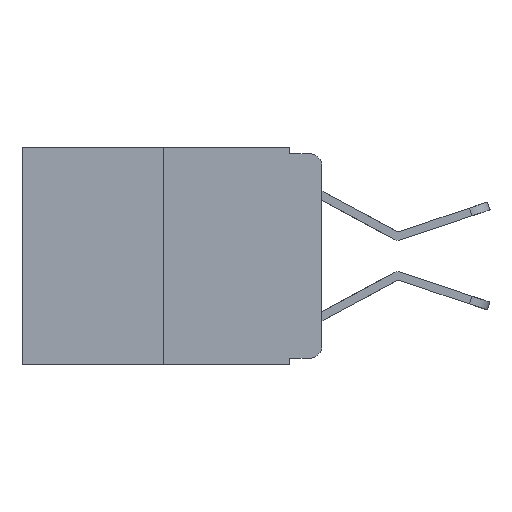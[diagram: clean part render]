
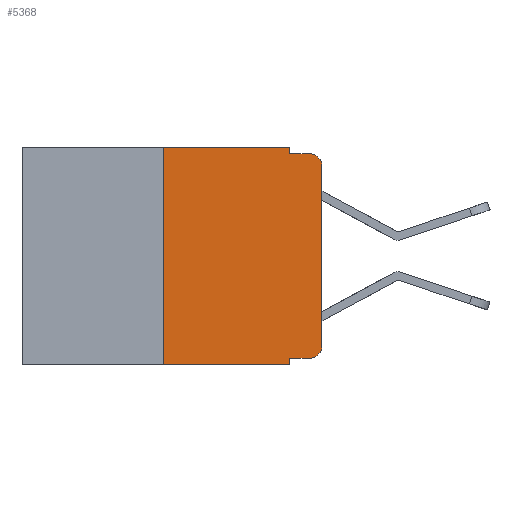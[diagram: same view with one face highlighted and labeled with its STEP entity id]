
A CAD part, left-side view. The second image highlights one B-rep face of the part: STEP entity #5368.
In plain terms, the highlighted planar face has unit normal (-1, 0, 0).
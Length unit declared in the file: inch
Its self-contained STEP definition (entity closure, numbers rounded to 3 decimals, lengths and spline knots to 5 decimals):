
#50 = CARTESIAN_POINT ( 'NONE',  ( 0., 0.051, -0.333 ) ) ;
#87 = VERTEX_POINT ( 'NONE', #6667 ) ;
#238 = VECTOR ( 'NONE', #5402, 39.37008 ) ;
#345 = VERTEX_POINT ( 'NONE', #4563 ) ;
#487 = DIRECTION ( 'NONE',  ( 0., 0., 1. ) ) ;
#541 = CARTESIAN_POINT ( 'NONE',  ( 0., 0.25, 0. ) ) ;
#597 = VERTEX_POINT ( 'NONE', #2803 ) ;
#634 = LINE ( 'NONE', #1160, #238 ) ;
#652 = CARTESIAN_POINT ( 'NONE',  ( 0., 0.051, 0. ) ) ;
#768 = EDGE_CURVE ( 'NONE', #2050, #10697, #3855, .T. ) ;
#934 = DIRECTION ( 'NONE',  ( 0., -1., 0. ) ) ;
#966 = DIRECTION ( 'NONE',  ( 0., 0., -1. ) ) ;
#1160 = CARTESIAN_POINT ( 'NONE',  ( 0., 0.051, -0.01 ) ) ;
#1263 = CARTESIAN_POINT ( 'NONE',  ( 0., 0.25, 0. ) ) ;
#1276 = EDGE_CURVE ( 'NONE', #2050, #10074, #9406, .T. ) ;
#1358 = EDGE_CURVE ( 'NONE', #7927, #10697, #9980, .T. ) ;
#1383 = EDGE_CURVE ( 'NONE', #7927, #345, #7533, .T. ) ;
#1561 = EDGE_CURVE ( 'NONE', #345, #5245, #1668, .T. ) ;
#1602 = EDGE_CURVE ( 'NONE', #1829, #597, #634, .T. ) ;
#1668 = CIRCLE ( 'NONE', #5409, 0.02 ) ;
#1768 = CARTESIAN_POINT ( 'NONE',  ( 0., 0.051, -0.333 ) ) ;
#1829 = VERTEX_POINT ( 'NONE', #4062 ) ;
#1985 = ORIENTED_EDGE ( 'NONE', *, *, #1383, .T. ) ;
#2050 = VERTEX_POINT ( 'NONE', #8840 ) ;
#2131 = DIRECTION ( 'NONE',  ( 1., 0., 0. ) ) ;
#2300 = EDGE_CURVE ( 'NONE', #5245, #87, #2954, .T. ) ;
#2494 = VECTOR ( 'NONE', #934, 39.37008 ) ;
#2803 = CARTESIAN_POINT ( 'NONE',  ( 0., 0.02, -0.01 ) ) ;
#2954 = LINE ( 'NONE', #11520, #7634 ) ;
#3164 = VECTOR ( 'NONE', #966, 39.37008 ) ;
#3193 = CARTESIAN_POINT ( 'NONE',  ( 0., 0.473, 0. ) ) ;
#3449 = ORIENTED_EDGE ( 'NONE', *, *, #2300, .T. ) ;
#3568 = VECTOR ( 'NONE', #9049, 39.37008 ) ;
#3853 = VECTOR ( 'NONE', #7505, 39.37008 ) ;
#3855 = LINE ( 'NONE', #4118, #6921 ) ;
#4062 = CARTESIAN_POINT ( 'NONE',  ( 0., 0.051, -0.01 ) ) ;
#4118 = CARTESIAN_POINT ( 'NONE',  ( 0., 0.473, -0.343 ) ) ;
#4134 = ORIENTED_EDGE ( 'NONE', *, *, #1276, .F. ) ;
#4198 = DIRECTION ( 'NONE',  ( 0., 0., -1. ) ) ;
#4279 = PLANE ( 'NONE',  #4449 ) ;
#4449 = AXIS2_PLACEMENT_3D ( 'NONE', #3193, #2131, #5319 ) ;
#4563 = CARTESIAN_POINT ( 'NONE',  ( 0., 0.02, -0.333 ) ) ;
#4858 = EDGE_CURVE ( 'NONE', #10074, #6811, #10256, .T. ) ;
#5245 = VERTEX_POINT ( 'NONE', #9876 ) ;
#5319 = DIRECTION ( 'NONE',  ( 0., 0., -1. ) ) ;
#5368 = ADVANCED_FACE ( 'NONE', ( #7466 ), #4279, .F. ) ;
#5402 = DIRECTION ( 'NONE',  ( 0., -1., 0. ) ) ;
#5406 = CARTESIAN_POINT ( 'NONE',  ( 0., 0.02, -0.03 ) ) ;
#5409 = AXIS2_PLACEMENT_3D ( 'NONE', #6768, #8184, #4198 ) ;
#5630 = CIRCLE ( 'NONE', #7174, 0.02 ) ;
#5883 = LINE ( 'NONE', #652, #3853 ) ;
#5973 = CARTESIAN_POINT ( 'NONE',  ( 0., 0.051, 0. ) ) ;
#6095 = ORIENTED_EDGE ( 'NONE', *, *, #1602, .F. ) ;
#6254 = DIRECTION ( 'NONE',  ( 0., 0., -1. ) ) ;
#6343 = ORIENTED_EDGE ( 'NONE', *, *, #7086, .F. ) ;
#6667 = CARTESIAN_POINT ( 'NONE',  ( 0., 0., -0.03 ) ) ;
#6768 = CARTESIAN_POINT ( 'NONE',  ( 0., 0.02, -0.313 ) ) ;
#6811 = VERTEX_POINT ( 'NONE', #11431 ) ;
#6921 = VECTOR ( 'NONE', #10390, 39.37008 ) ;
#7086 = EDGE_CURVE ( 'NONE', #6811, #1829, #5883, .T. ) ;
#7174 = AXIS2_PLACEMENT_3D ( 'NONE', #5406, #10814, #6254 ) ;
#7466 = FACE_OUTER_BOUND ( 'NONE', #10587, .T. ) ;
#7505 = DIRECTION ( 'NONE',  ( 0., 0., -1. ) ) ;
#7533 = LINE ( 'NONE', #50, #2494 ) ;
#7634 = VECTOR ( 'NONE', #10350, 39.37008 ) ;
#7927 = VERTEX_POINT ( 'NONE', #1768 ) ;
#8184 = DIRECTION ( 'NONE',  ( -1., 0., 0. ) ) ;
#8298 = CARTESIAN_POINT ( 'NONE',  ( 0., 0.473, 0. ) ) ;
#8474 = ORIENTED_EDGE ( 'NONE', *, *, #4858, .F. ) ;
#8840 = CARTESIAN_POINT ( 'NONE',  ( 0., 0.25, -0.343 ) ) ;
#9049 = DIRECTION ( 'NONE',  ( 0., -1., 0. ) ) ;
#9186 = VECTOR ( 'NONE', #487, 39.37008 ) ;
#9406 = LINE ( 'NONE', #541, #9186 ) ;
#9739 = CARTESIAN_POINT ( 'NONE',  ( 0., 0.051, -0.343 ) ) ;
#9876 = CARTESIAN_POINT ( 'NONE',  ( 0., 0., -0.313 ) ) ;
#9980 = LINE ( 'NONE', #5973, #3164 ) ;
#9986 = EDGE_CURVE ( 'NONE', #87, #597, #5630, .T. ) ;
#10074 = VERTEX_POINT ( 'NONE', #1263 ) ;
#10075 = ORIENTED_EDGE ( 'NONE', *, *, #768, .T. ) ;
#10175 = ORIENTED_EDGE ( 'NONE', *, *, #9986, .T. ) ;
#10256 = LINE ( 'NONE', #8298, #3568 ) ;
#10350 = DIRECTION ( 'NONE',  ( 0., 0., 1. ) ) ;
#10390 = DIRECTION ( 'NONE',  ( 0., -1., 0. ) ) ;
#10587 = EDGE_LOOP ( 'NONE', ( #3449, #10175, #6095, #6343, #8474, #4134, #10075, #10634, #1985, #10862 ) ) ;
#10634 = ORIENTED_EDGE ( 'NONE', *, *, #1358, .F. ) ;
#10697 = VERTEX_POINT ( 'NONE', #9739 ) ;
#10814 = DIRECTION ( 'NONE',  ( -1., 0., 0. ) ) ;
#10862 = ORIENTED_EDGE ( 'NONE', *, *, #1561, .T. ) ;
#11431 = CARTESIAN_POINT ( 'NONE',  ( 0., 0.051, 0. ) ) ;
#11520 = CARTESIAN_POINT ( 'NONE',  ( 0., 0., 0. ) ) ;
